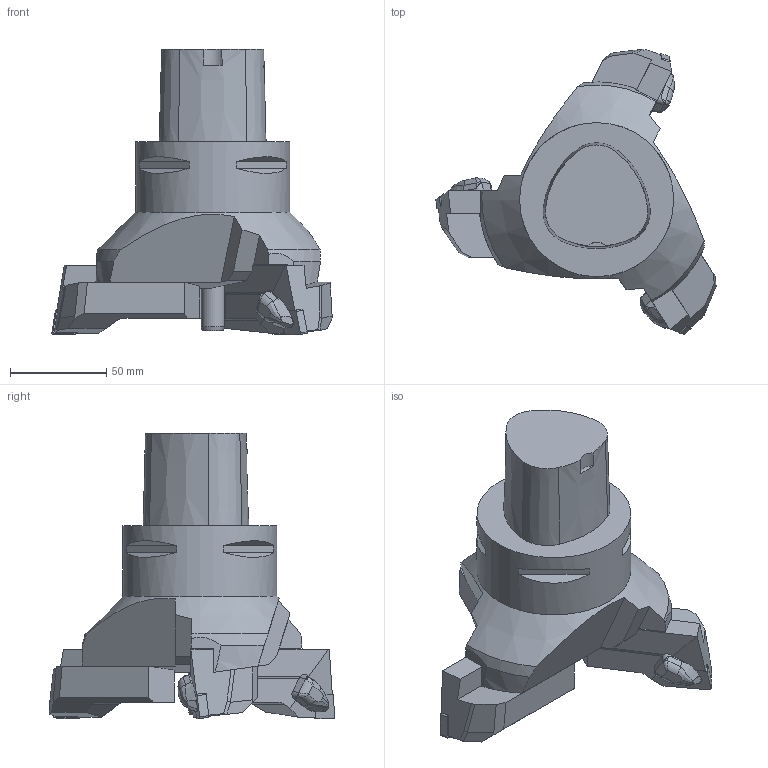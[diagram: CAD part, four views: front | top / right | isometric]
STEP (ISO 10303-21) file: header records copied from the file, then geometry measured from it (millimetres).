
FILE_DESCRIPTION(/* description */ (''),/* implementation_level */ '2;1');
FILE_NAME(/* name */ '1566544422542.stp',/* time_stamp */ '2019-08-23T09:13:49+02:00',/* author */ (''),/* organization */ ('SMS'),/* preprocessor_version */ 'ST-DEVELOPER v16.7',/* originating_system */ 'SIEMENS PLM Software NX 12.0',/* authorisation */ '');
FILE_SCHEMA (('AUTOMOTIVE_DESIGN { 1 0 10303 214 3 1 1 1 }'));
Length unit declared in the file: millimetre
Products named in the file (7): IsoTurningInsert; 202483137mod000_00; ASSEMBLY_CONSTRUCTION; 200956913mod000_01; 111173561mod000_01; 202506705mod000_00
Assembly tree (8 placements, depth 3):
  202506705mod000_00
    200956913mod000_01
    ASSEMBLY_CONSTRUCTION
    111173561mod000_01  x3
      ASSEMBLY_CONSTRUCTION
      202483137mod000_00
      IsoTurningInsert
Bounding box: 145.56 x 148.23 x 148 mm (x, y, z)
Volume: 682968.5 mm3; surface area: 80252.1 mm2
Topology: 7 solids, 7 shells, 256 faces, 713 edges, 499 vertices
Faces by surface type: plane 170, cylinder 48, bspline 27, cone 11
Full cylindrical faces by diameter (mm): 5.156 x6, 12.012 x1, 80 x1
Entity records: 4687 total; most frequent: CARTESIAN_POINT 1299, ORIENTED_EDGE 666, DIRECTION 626, EDGE_CURVE 333, VERTEX_POINT 224, AXIS2_PLACEMENT_3D 216, LINE 194, VECTOR 194
